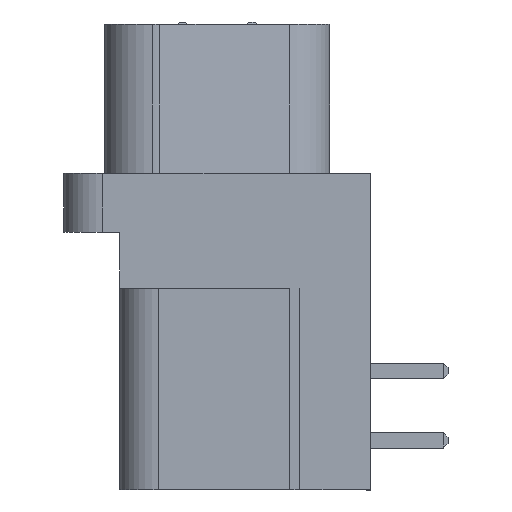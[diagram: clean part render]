
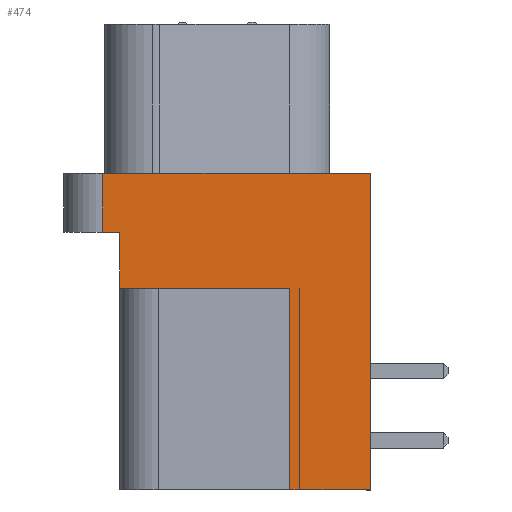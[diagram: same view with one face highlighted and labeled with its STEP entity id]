
A CAD part, left-side view. The second image highlights one B-rep face of the part: STEP entity #474.
In plain terms, the highlighted planar face has unit normal (-1, 0, 0).
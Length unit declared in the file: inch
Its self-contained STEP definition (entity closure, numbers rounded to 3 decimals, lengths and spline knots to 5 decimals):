
#25 = ORIENTED_EDGE ( 'NONE', *, *, #21495, .F. ) ;
#170 = EDGE_LOOP ( 'NONE', ( #21445, #20785, #19360, #18129, #694, #25, #20536, #19119, #18182, #17303, #15913, #14512 ) ) ;
#16557 = VERTEX_POINT ( 'NONE', #7244 ) ;
#16835 = EDGE_CURVE ( 'NONE', #11027, #16557, #7536, .T. ) ;
#474 = ADVANCED_FACE ( 'NONE', ( #13096 ), #13097, .T. ) ;
#694 = ORIENTED_EDGE ( 'NONE', *, *, #10956, .F. ) ;
#899 = CARTESIAN_POINT ( 'NONE',  ( 0., 0.404, -0.185 ) ) ;
#17303 = ORIENTED_EDGE ( 'NONE', *, *, #16835, .T. ) ;
#1142 = LINE ( 'NONE', #1143, #1150 ) ;
#1143 = CARTESIAN_POINT ( 'NONE',  ( 0., 0.404, -0.185 ) ) ;
#1150 = VECTOR ( 'NONE', #1151, 39.37008 ) ;
#1151 = DIRECTION ( 'NONE',  ( 0., 1., 0. ) ) ;
#1210 = CARTESIAN_POINT ( 'NONE',  ( 0., 0.114, -0.185 ) ) ;
#1257 = CARTESIAN_POINT ( 'NONE',  ( 0., 0., 0. ) ) ;
#1336 = EDGE_CURVE ( 'NONE', #10680, #18591, #13875, .T. ) ;
#1420 = LINE ( 'NONE', #1421, #1422 ) ;
#1421 = CARTESIAN_POINT ( 'NONE',  ( 0., 0.494, 0. ) ) ;
#1422 = VECTOR ( 'NONE', #1423, 39.37008 ) ;
#1423 = DIRECTION ( 'NONE',  ( 0., -1., 0. ) ) ;
#18129 = ORIENTED_EDGE ( 'NONE', *, *, #1336, .F. ) ;
#18182 = ORIENTED_EDGE ( 'NONE', *, *, #9906, .F. ) ;
#1932 = CARTESIAN_POINT ( 'NONE',  ( 0., 0.13, -0.185 ) ) ;
#18591 = VERTEX_POINT ( 'NONE', #8846 ) ;
#2228 = CARTESIAN_POINT ( 'NONE',  ( 0., 0.4315, 0. ) ) ;
#18648 = EDGE_CURVE ( 'NONE', #19773, #2963, #8917, .T. ) ;
#18890 = EDGE_CURVE ( 'NONE', #18591, #20006, #9127, .T. ) ;
#19119 = ORIENTED_EDGE ( 'NONE', *, *, #18648, .T. ) ;
#2963 = VERTEX_POINT ( 'NONE', #15485 ) ;
#19360 = ORIENTED_EDGE ( 'NONE', *, *, #18890, .F. ) ;
#19773 = VERTEX_POINT ( 'NONE', #9778 ) ;
#20006 = VERTEX_POINT ( 'NONE', #9910 ) ;
#20050 = EDGE_CURVE ( 'NONE', #21216, #19773, #9943, .T. ) ;
#20299 = EDGE_CURVE ( 'NONE', #11939, #20006, #10105, .T. ) ;
#20536 = ORIENTED_EDGE ( 'NONE', *, *, #20050, .T. ) ;
#20785 = ORIENTED_EDGE ( 'NONE', *, *, #20299, .T. ) ;
#21216 = VERTEX_POINT ( 'NONE', #11020 ) ;
#21445 = ORIENTED_EDGE ( 'NONE', *, *, #11370, .F. ) ;
#5110 = LINE ( 'NONE', #5111, #5112 ) ;
#5111 = CARTESIAN_POINT ( 'NONE',  ( 0., 0., -0.51 ) ) ;
#5112 = VECTOR ( 'NONE', #5113, 39.37008 ) ;
#5113 = DIRECTION ( 'NONE',  ( 0., 0., 1. ) ) ;
#21495 = EDGE_CURVE ( 'NONE', #21216, #11814, #11179, .T. ) ;
#21802 = LINE ( 'NONE', #21803, #21812 ) ;
#21803 = CARTESIAN_POINT ( 'NONE',  ( 0., 0.404, -0.185 ) ) ;
#21812 = VECTOR ( 'NONE', #21813, 39.37008 ) ;
#21813 = DIRECTION ( 'NONE',  ( 0., 1., 0. ) ) ;
#6093 = CARTESIAN_POINT ( 'NONE',  ( 0., 0., -0.51 ) ) ;
#6398 = LINE ( 'NONE', #6399, #6400 ) ;
#6399 = CARTESIAN_POINT ( 'NONE',  ( 0., 0.494, -0.51 ) ) ;
#6400 = VECTOR ( 'NONE', #6401, 39.37008 ) ;
#6401 = DIRECTION ( 'NONE',  ( 0., -1., 0. ) ) ;
#7244 = CARTESIAN_POINT ( 'NONE',  ( 0., 0.114, -0.51 ) ) ;
#7536 = LINE ( 'NONE', #7537, #7538 ) ;
#7537 = CARTESIAN_POINT ( 'NONE',  ( 0., 0.114, -0.185 ) ) ;
#7538 = VECTOR ( 'NONE', #7539, 39.37008 ) ;
#7539 = DIRECTION ( 'NONE',  ( 0., 0., -1. ) ) ;
#8846 = CARTESIAN_POINT ( 'NONE',  ( 0., 0.404, -0.095 ) ) ;
#8917 = LINE ( 'NONE', #8918, #8919 ) ;
#8918 = CARTESIAN_POINT ( 'NONE',  ( 0., 0.115, -0.76844 ) ) ;
#8919 = VECTOR ( 'NONE', #8920, 39.37008 ) ;
#8920 = DIRECTION ( 'NONE',  ( 0., 0., 1. ) ) ;
#9127 = LINE ( 'NONE', #9128, #9129 ) ;
#9128 = CARTESIAN_POINT ( 'NONE',  ( 0., 0.494, -0.095 ) ) ;
#9129 = VECTOR ( 'NONE', #9130, 39.37008 ) ;
#9130 = DIRECTION ( 'NONE',  ( 0., 1., 0. ) ) ;
#9778 = CARTESIAN_POINT ( 'NONE',  ( 0., 0.115, -0.51 ) ) ;
#9906 = EDGE_CURVE ( 'NONE', #11027, #2963, #21802, .T. ) ;
#9910 = CARTESIAN_POINT ( 'NONE',  ( 0., 0.4315, -0.095 ) ) ;
#9943 = LINE ( 'NONE', #9944, #9945 ) ;
#9944 = CARTESIAN_POINT ( 'NONE',  ( 0., 0.13, -0.51 ) ) ;
#9945 = VECTOR ( 'NONE', #9946, 39.37008 ) ;
#9946 = DIRECTION ( 'NONE',  ( 0., -1., 0. ) ) ;
#10105 = LINE ( 'NONE', #10106, #10107 ) ;
#10106 = CARTESIAN_POINT ( 'NONE',  ( 0., 0.4315, -0.51 ) ) ;
#10107 = VECTOR ( 'NONE', #10108, 39.37008 ) ;
#10108 = DIRECTION ( 'NONE',  ( 0., 0., -1. ) ) ;
#10680 = VERTEX_POINT ( 'NONE', #899 ) ;
#10956 = EDGE_CURVE ( 'NONE', #11814, #10680, #1142, .T. ) ;
#11020 = CARTESIAN_POINT ( 'NONE',  ( 0., 0.13, -0.51 ) ) ;
#11027 = VERTEX_POINT ( 'NONE', #1210 ) ;
#11095 = VERTEX_POINT ( 'NONE', #1257 ) ;
#11179 = LINE ( 'NONE', #11180, #11181 ) ;
#11180 = CARTESIAN_POINT ( 'NONE',  ( 0., 0.13, -0.76844 ) ) ;
#11181 = VECTOR ( 'NONE', #11182, 39.37008 ) ;
#11182 = DIRECTION ( 'NONE',  ( 0., 0., 1. ) ) ;
#11370 = EDGE_CURVE ( 'NONE', #11939, #11095, #1420, .T. ) ;
#11814 = VERTEX_POINT ( 'NONE', #1932 ) ;
#11939 = VERTEX_POINT ( 'NONE', #2228 ) ;
#13096 = FACE_OUTER_BOUND ( 'NONE', #170, .T. ) ;
#13097 = PLANE ( 'NONE',  #13098 ) ;
#13098 = AXIS2_PLACEMENT_3D ( 'NONE', #13099, #13100, #13101 ) ;
#13099 = CARTESIAN_POINT ( 'NONE',  ( 0., 0.494, -0.51 ) ) ;
#13100 = DIRECTION ( 'NONE',  ( -1., 0., 0. ) ) ;
#13101 = DIRECTION ( 'NONE',  ( 0., -1., 0. ) ) ;
#13875 = LINE ( 'NONE', #13876, #13877 ) ;
#13876 = CARTESIAN_POINT ( 'NONE',  ( 0., 0.404, -0.51 ) ) ;
#13877 = VECTOR ( 'NONE', #13878, 39.37008 ) ;
#13878 = DIRECTION ( 'NONE',  ( 0., 0., 1. ) ) ;
#14059 = EDGE_CURVE ( 'NONE', #15163, #11095, #5110, .T. ) ;
#14512 = ORIENTED_EDGE ( 'NONE', *, *, #14059, .T. ) ;
#15163 = VERTEX_POINT ( 'NONE', #6093 ) ;
#15441 = EDGE_CURVE ( 'NONE', #16557, #15163, #6398, .T. ) ;
#15485 = CARTESIAN_POINT ( 'NONE',  ( 0., 0.115, -0.185 ) ) ;
#15913 = ORIENTED_EDGE ( 'NONE', *, *, #15441, .T. ) ;
